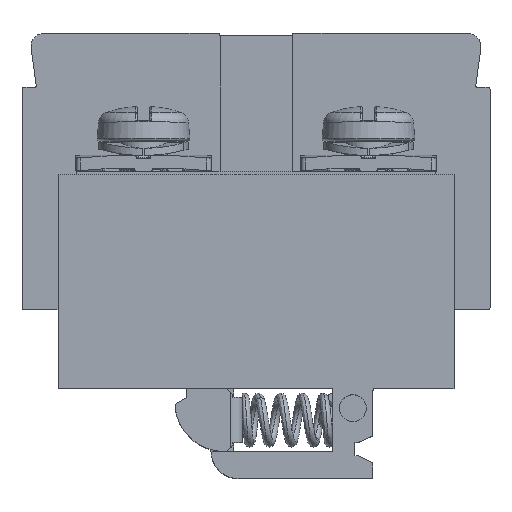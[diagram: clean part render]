
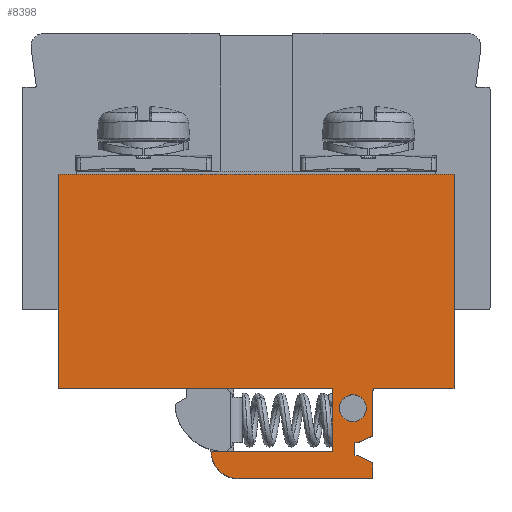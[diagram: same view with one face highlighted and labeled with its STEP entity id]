
A CAD part, top view. The second image highlights one B-rep face of the part: STEP entity #8398.
In plain terms, the highlighted planar face has unit normal (0, 0, 1).
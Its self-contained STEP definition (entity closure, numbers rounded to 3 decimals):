
#60=DIRECTION('',(1.,0.,0.));
#61=VECTOR('',#60,30.5);
#62=CARTESIAN_POINT('',(-22.,0.,19.5));
#63=LINE('',#62,#61);
#80=CARTESIAN_POINT('',(13.2,-0.2,19.5));
#81=DIRECTION('',(0.,0.,1.));
#82=DIRECTION('',(0.,1.,0.));
#83=AXIS2_PLACEMENT_3D('',#80,#81,#82);
#85=CARTESIAN_POINT('',(12.8,-5.126,19.5));
#86=DIRECTION('',(0.,0.,-1.));
#87=DIRECTION('',(1.,0.,0.));
#88=AXIS2_PLACEMENT_3D('',#85,#86,#87);
#90=DIRECTION('',(-0.906,-0.423,0.));
#91=VECTOR('',#90,1.638);
#92=CARTESIAN_POINT('',(12.885,-5.308,19.5));
#93=LINE('',#92,#91);
#94=DIRECTION('',(0.906,-0.423,0.));
#95=VECTOR('',#94,1.638);
#96=CARTESIAN_POINT('',(11.4,-7.5,19.5));
#97=LINE('',#96,#95);
#98=CARTESIAN_POINT('',(12.8,-8.374,19.5));
#99=DIRECTION('',(0.,0.,-1.));
#100=DIRECTION('',(0.423,0.906,0.));
#101=AXIS2_PLACEMENT_3D('',#98,#99,#100);
#103=CARTESIAN_POINT('',(12.8,-9.8,19.5));
#104=DIRECTION('',(0.,0.,-1.));
#105=DIRECTION('',(1.,0.,0.));
#106=AXIS2_PLACEMENT_3D('',#103,#104,#105);
#108=CARTESIAN_POINT('',(-2.,-7.,19.5));
#109=DIRECTION('',(0.,0.,-1.));
#110=DIRECTION('',(0.,-1.,0.));
#111=AXIS2_PLACEMENT_3D('',#108,#109,#110);
#113=DIRECTION('',(0.,1.,0.));
#114=VECTOR('',#113,23.8);
#115=CARTESIAN_POINT('',(-22.,0.,19.5));
#116=LINE('',#115,#114);
#117=DIRECTION('',(1.,0.,0.));
#118=VECTOR('',#117,44.);
#119=CARTESIAN_POINT('',(-22.,23.8,19.5));
#120=LINE('',#119,#118);
#121=CARTESIAN_POINT('',(10.75,-2.2,19.5));
#122=DIRECTION('',(0.,0.,1.));
#123=DIRECTION('',(1.,0.,0.));
#124=AXIS2_PLACEMENT_3D('',#121,#122,#123);
#126=CARTESIAN_POINT('',(10.75,-2.2,19.5));
#127=DIRECTION('',(0.,0.,1.));
#128=DIRECTION('',(-1.,0.,0.));
#129=AXIS2_PLACEMENT_3D('',#126,#127,#128);
#143=DIRECTION('',(0.,1.,0.));
#144=VECTOR('',#143,23.8);
#145=CARTESIAN_POINT('',(22.,0.,19.5));
#146=LINE('',#145,#144);
#5855=DIRECTION('',(1.,0.,0.));
#5856=VECTOR('',#5855,14.8);
#5857=CARTESIAN_POINT('',(-2.,-10.,19.5));
#5858=LINE('',#5857,#5856);
#5875=DIRECTION('',(-1.,0.,0.));
#5876=VECTOR('',#5875,13.5);
#5877=CARTESIAN_POINT('',(8.5,-7.,19.5));
#5878=LINE('',#5877,#5876);
#6136=DIRECTION('',(0.,-1.,0.));
#6137=VECTOR('',#6136,7.);
#6138=CARTESIAN_POINT('',(8.5,0.,19.5));
#6139=LINE('',#6138,#6137);
#6747=DIRECTION('',(0.,1.,0.));
#6748=VECTOR('',#6747,1.426);
#6749=CARTESIAN_POINT('',(13.,-9.8,19.5));
#6750=LINE('',#6749,#6748);
#6771=DIRECTION('',(-1.,0.,0.));
#6772=VECTOR('',#6771,0.4);
#6773=CARTESIAN_POINT('',(11.4,-7.5,19.5));
#6774=LINE('',#6773,#6772);
#6783=DIRECTION('',(0.,1.,0.));
#6784=VECTOR('',#6783,1.5);
#6785=CARTESIAN_POINT('',(11.,-7.5,19.5));
#6786=LINE('',#6785,#6784);
#6795=DIRECTION('',(1.,0.,0.));
#6796=VECTOR('',#6795,0.4);
#6797=CARTESIAN_POINT('',(11.,-6.,19.5));
#6798=LINE('',#6797,#6796);
#6811=DIRECTION('',(0.,1.,0.));
#6812=VECTOR('',#6811,4.926);
#6813=CARTESIAN_POINT('',(13.,-5.126,19.5));
#6814=LINE('',#6813,#6812);
#6827=DIRECTION('',(1.,0.,0.));
#6828=VECTOR('',#6827,8.8);
#6829=CARTESIAN_POINT('',(13.2,0.,19.5));
#6830=LINE('',#6829,#6828);
#6997=CARTESIAN_POINT('',(22.,23.8,19.5));
#6998=VERTEX_POINT('',#6997);
#6999=CARTESIAN_POINT('',(-22.,23.8,19.5));
#7000=VERTEX_POINT('',#6999);
#7275=CARTESIAN_POINT('',(-22.,0.,19.5));
#7276=VERTEX_POINT('',#7275);
#7279=CARTESIAN_POINT('',(12.25,-2.2,19.5));
#7280=CARTESIAN_POINT('',(9.25,-2.2,19.5));
#7281=VERTEX_POINT('',#7279);
#7282=VERTEX_POINT('',#7280);
#7283=CARTESIAN_POINT('',(13.2,0.,19.5));
#7284=CARTESIAN_POINT('',(13.,-0.2,19.5));
#7285=VERTEX_POINT('',#7283);
#7286=VERTEX_POINT('',#7284);
#7287=CARTESIAN_POINT('',(13.,-5.126,19.5));
#7288=CARTESIAN_POINT('',(12.885,-5.308,19.5));
#7289=VERTEX_POINT('',#7287);
#7290=VERTEX_POINT('',#7288);
#7291=CARTESIAN_POINT('',(11.4,-6.,19.5));
#7292=VERTEX_POINT('',#7291);
#7293=CARTESIAN_POINT('',(11.4,-7.5,19.5));
#7294=CARTESIAN_POINT('',(12.885,-8.192,19.5));
#7295=VERTEX_POINT('',#7293);
#7296=VERTEX_POINT('',#7294);
#7297=CARTESIAN_POINT('',(13.,-8.374,19.5));
#7298=VERTEX_POINT('',#7297);
#7299=CARTESIAN_POINT('',(13.,-9.8,19.5));
#7300=CARTESIAN_POINT('',(12.8,-10.,19.5));
#7301=VERTEX_POINT('',#7299);
#7302=VERTEX_POINT('',#7300);
#7303=CARTESIAN_POINT('',(-2.,-10.,19.5));
#7304=CARTESIAN_POINT('',(-5.,-7.,19.5));
#7305=VERTEX_POINT('',#7303);
#7306=VERTEX_POINT('',#7304);
#7313=CARTESIAN_POINT('',(22.,0.,19.5));
#7314=VERTEX_POINT('',#7313);
#7351=CARTESIAN_POINT('',(8.5,-7.,19.5));
#7352=VERTEX_POINT('',#7351);
#7401=CARTESIAN_POINT('',(8.5,0.,19.5));
#7402=VERTEX_POINT('',#7401);
#7482=CARTESIAN_POINT('',(11.,-7.5,19.5));
#7483=VERTEX_POINT('',#7482);
#7486=CARTESIAN_POINT('',(11.,-6.,19.5));
#7487=VERTEX_POINT('',#7486);
#8346=CARTESIAN_POINT('',(0.,6.9,19.5));
#8347=DIRECTION('',(0.,0.,1.));
#8348=DIRECTION('',(1.,0.,0.));
#8349=AXIS2_PLACEMENT_3D('',#8346,#8347,#8348);
#8350=PLANE('',#8349);
#8352=ORIENTED_EDGE('',*,*,#8351,.F.);
#8354=ORIENTED_EDGE('',*,*,#8353,.F.);
#8356=ORIENTED_EDGE('',*,*,#8355,.T.);
#8358=ORIENTED_EDGE('',*,*,#8357,.F.);
#8360=ORIENTED_EDGE('',*,*,#8359,.T.);
#8362=ORIENTED_EDGE('',*,*,#8361,.T.);
#8364=ORIENTED_EDGE('',*,*,#8363,.F.);
#8366=ORIENTED_EDGE('',*,*,#8365,.F.);
#8368=ORIENTED_EDGE('',*,*,#8367,.F.);
#8370=ORIENTED_EDGE('',*,*,#8369,.T.);
#8372=ORIENTED_EDGE('',*,*,#8371,.T.);
#8374=ORIENTED_EDGE('',*,*,#8373,.F.);
#8376=ORIENTED_EDGE('',*,*,#8375,.T.);
#8378=ORIENTED_EDGE('',*,*,#8377,.F.);
#8380=ORIENTED_EDGE('',*,*,#8379,.T.);
#8382=ORIENTED_EDGE('',*,*,#8381,.F.);
#8384=ORIENTED_EDGE('',*,*,#8383,.F.);
#8385=ORIENTED_EDGE('',*,*,#8306,.F.);
#8387=ORIENTED_EDGE('',*,*,#8386,.T.);
#8389=ORIENTED_EDGE('',*,*,#8388,.T.);
#8390=EDGE_LOOP('',(#8352,#8354,#8356,#8358,#8360,#8362,#8364,#8366,#8368,#8370,
#8372,#8374,#8376,#8378,#8380,#8382,#8384,#8385,#8387,#8389));
#8391=FACE_OUTER_BOUND('',#8390,.F.);
#8393=ORIENTED_EDGE('',*,*,#8392,.T.);
#8395=ORIENTED_EDGE('',*,*,#8394,.T.);
#8396=EDGE_LOOP('',(#8393,#8395));
#8397=FACE_BOUND('',#8396,.F.);
#84=CIRCLE('',#83,0.2);
#89=CIRCLE('',#88,0.2);
#102=CIRCLE('',#101,0.2);
#107=CIRCLE('',#106,0.2);
#112=CIRCLE('',#111,3.);
#125=CIRCLE('',#124,1.5);
#130=CIRCLE('',#129,1.5);
#8306=EDGE_CURVE('',#7276,#7402,#63,.T.);
#8351=EDGE_CURVE('',#7314,#6998,#146,.T.);
#8353=EDGE_CURVE('',#7285,#7314,#6830,.T.);
#8355=EDGE_CURVE('',#7285,#7286,#84,.T.);
#8357=EDGE_CURVE('',#7289,#7286,#6814,.T.);
#8359=EDGE_CURVE('',#7289,#7290,#89,.T.);
#8361=EDGE_CURVE('',#7290,#7292,#93,.T.);
#8363=EDGE_CURVE('',#7487,#7292,#6798,.T.);
#8365=EDGE_CURVE('',#7483,#7487,#6786,.T.);
#8367=EDGE_CURVE('',#7295,#7483,#6774,.T.);
#8369=EDGE_CURVE('',#7295,#7296,#97,.T.);
#8371=EDGE_CURVE('',#7296,#7298,#102,.T.);
#8373=EDGE_CURVE('',#7301,#7298,#6750,.T.);
#8375=EDGE_CURVE('',#7301,#7302,#107,.T.);
#8377=EDGE_CURVE('',#7305,#7302,#5858,.T.);
#8379=EDGE_CURVE('',#7305,#7306,#112,.T.);
#8381=EDGE_CURVE('',#7352,#7306,#5878,.T.);
#8383=EDGE_CURVE('',#7402,#7352,#6139,.T.);
#8386=EDGE_CURVE('',#7276,#7000,#116,.T.);
#8388=EDGE_CURVE('',#7000,#6998,#120,.T.);
#8392=EDGE_CURVE('',#7281,#7282,#125,.T.);
#8394=EDGE_CURVE('',#7282,#7281,#130,.T.);
#8398=ADVANCED_FACE('',(#8391,#8397),#8350,.T.);
